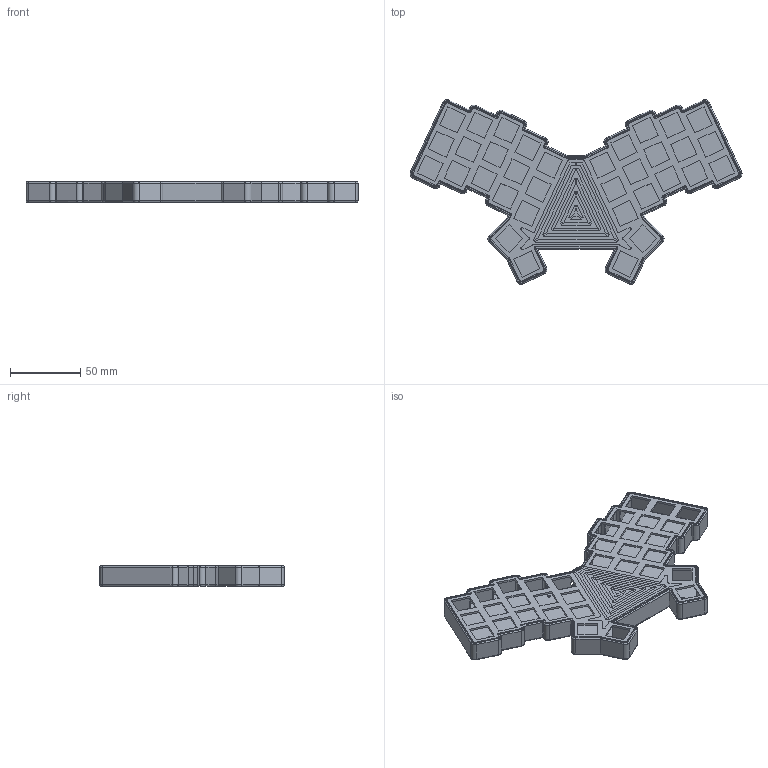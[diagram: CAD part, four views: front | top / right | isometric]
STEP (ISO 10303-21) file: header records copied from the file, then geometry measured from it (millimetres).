
FILE_DESCRIPTION(('HOOPS Exchange Step'),'2;1');
FILE_NAME('temp_export','2024-05-29T16:14:58-04:00',('jscotto'),('Shapr3D Limited'),'HOOPS Exchange 2024.2','Shapr3D','Authorized');
FILE_SCHEMA( ('AUTOMOTIVE_DESIGN { 1 0 10303 214 1 1 1 1 }') );
Length unit declared in the file: millimetre
Products named in the file (2): Plate; 3x5
Assembly tree (1 placements, depth 2):
  3x5
    Plate
Bounding box: 237.08 x 131.6 x 14.4 mm (x, y, z)
Volume: 54383.5 mm3; surface area: 79100.1 mm2
Topology: 3 solids, 3 shells, 989 faces, 2749 edges, 1781 vertices
Faces by surface type: plane 471, cylinder 447, torus 60, cone 11
Full cylindrical faces by diameter (mm): 2.2 x8
Entity records: 32008 total; most frequent: DIRECTION 5678, CARTESIAN_POINT 5533, ORIENTED_EDGE 5498, EDGE_CURVE 2749, AXIS2_PLACEMENT_3D 1942, VECTOR 1794, LINE 1794, VERTEX_POINT 1781
